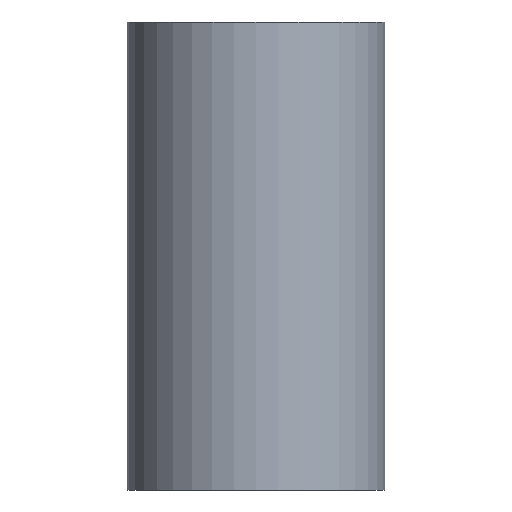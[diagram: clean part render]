
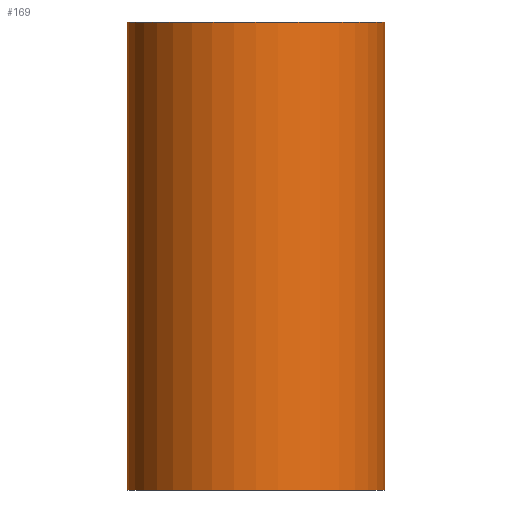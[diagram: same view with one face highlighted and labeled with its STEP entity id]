
A CAD part, left-side view. The second image highlights one B-rep face of the part: STEP entity #169.
In plain terms, the highlighted cylindrical face has radius 54.5 mm (diameter 109 mm), a full revolution.
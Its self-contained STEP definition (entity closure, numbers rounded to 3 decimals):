
#22=FACE_BOUND($,#58,.T.);
#23=FACE_BOUND($,#59,.T.);
#38=B_SPLINE_CURVE_WITH_KNOTS($,3,(#343,#344,#345,#346,#347,#348,#349,#350,
#351,#352,#353,#354,#355,#356,#357,#358,#359,#360),.UNSPECIFIED.,.F.,.F.,
(4,2,2,2,2,2,2,2,4),(11.99,12.745,13.5,
14.254,15.009,15.753,16.497,17.241,
17.986),.UNSPECIFIED.);
#39=B_SPLINE_CURVE_WITH_KNOTS($,3,(#362,#363,#364,#365,#366,#367,#368,#369,
#370,#371,#372,#373,#374,#375,#376,#377,#378,#379),.UNSPECIFIED.,.F.,.F.,
(4,2,2,2,2,2,2,2,4),(-11.99,-11.236,-10.481,
-9.726,-8.972,-8.228,-7.483,
-6.739,-5.995),.UNSPECIFIED.);
#40=B_SPLINE_CURVE_WITH_KNOTS($,3,(#381,#382,#383,#384,#385,#386,#387,#388,
#389,#390,#391,#392,#393,#394,#395,#396,#397,#398),.UNSPECIFIED.,.F.,.F.,
(4,2,2,2,2,2,2,2,4),(17.986,18.73,19.474,
20.218,20.962,21.717,22.471,23.226,
23.981),.UNSPECIFIED.);
#41=B_SPLINE_CURVE_WITH_KNOTS($,3,(#399,#400,#401,#402,#403,#404,#405,#406,
#407,#408,#409,#410,#411,#412,#413,#414,#415,#416),.UNSPECIFIED.,.F.,.F.,
(4,2,2,2,2,2,2,2,4),(-5.995,-5.251,-4.507,
-3.763,-3.019,-2.264,-1.509,-0.755,
0.),.UNSPECIFIED.);
#44=FACE_OUTER_BOUND($,#57,.T.);
#57=EDGE_LOOP($,(#131));
#58=EDGE_LOOP($,(#132));
#59=EDGE_LOOP($,(#133,#134,#135,#136));
#83=CIRCLE($,#189,54.5);
#84=CIRCLE($,#190,54.5);
#96=VERTEX_POINT($,#337);
#97=VERTEX_POINT($,#339);
#98=VERTEX_POINT($,#341);
#99=VERTEX_POINT($,#342);
#100=VERTEX_POINT($,#361);
#101=VERTEX_POINT($,#380);
#113=EDGE_CURVE($,#96,#96,#83,.T.);
#114=EDGE_CURVE($,#97,#97,#84,.T.);
#115=EDGE_CURVE($,#98,#99,#38,.T.);
#116=EDGE_CURVE($,#98,#100,#39,.T.);
#117=EDGE_CURVE($,#100,#101,#40,.T.);
#118=EDGE_CURVE($,#99,#101,#41,.T.);
#131=ORIENTED_EDGE($,*,*,#113,.F.);
#132=ORIENTED_EDGE($,*,*,#114,.T.);
#133=ORIENTED_EDGE($,*,*,#115,.F.);
#134=ORIENTED_EDGE($,*,*,#116,.T.);
#135=ORIENTED_EDGE($,*,*,#117,.T.);
#136=ORIENTED_EDGE($,*,*,#118,.F.);
#162=CYLINDRICAL_SURFACE($,#188,54.5);
#169=ADVANCED_FACE($,(#44,#22,#23),#162,.T.);
#188=AXIS2_PLACEMENT_3D($,#336,#220,#221);
#189=AXIS2_PLACEMENT_3D($,#338,#222,#223);
#190=AXIS2_PLACEMENT_3D($,#340,#224,#225);
#220=DIRECTION('center_axis',(0.,0.,1.));
#221=DIRECTION('ref_axis',(1.,0.,0.));
#222=DIRECTION('center_axis',(0.,0.,1.));
#223=DIRECTION('ref_axis',(1.,0.,0.));
#224=DIRECTION('center_axis',(0.,0.,1.));
#225=DIRECTION('ref_axis',(1.,0.,0.));
#336=CARTESIAN_POINT('Origin',(0.,0.,0.));
#337=CARTESIAN_POINT('',(-54.5,0.,198.));
#338=CARTESIAN_POINT('Origin',(0.,0.,198.));
#339=CARTESIAN_POINT('',(54.5,0.,0.));
#340=CARTESIAN_POINT('Origin',(0.,0.,0.));
#341=CARTESIAN_POINT('',(39.067,-38.,99.));
#342=CARTESIAN_POINT('',(54.5,0.,61.));
#343=CARTESIAN_POINT('Ctrl Pts',(39.067,-38.,99.));
#344=CARTESIAN_POINT('Ctrl Pts',(39.067,-38.,96.484));
#345=CARTESIAN_POINT('Ctrl Pts',(39.318,-37.747,93.939));
#346=CARTESIAN_POINT('Ctrl Pts',(40.263,-36.737,88.957));
#347=CARTESIAN_POINT('Ctrl Pts',(40.955,-35.98,86.521));
#348=CARTESIAN_POINT('Ctrl Pts',(42.593,-34.025,81.894));
#349=CARTESIAN_POINT('Ctrl Pts',(43.539,-32.824,79.697));
#350=CARTESIAN_POINT('Ctrl Pts',(45.483,-30.072,75.641));
#351=CARTESIAN_POINT('Ctrl Pts',(46.48,-28.521,73.781));
#352=CARTESIAN_POINT('Ctrl Pts',(48.338,-25.242,70.502));
#353=CARTESIAN_POINT('Ctrl Pts',(49.273,-23.395,68.955));
#354=CARTESIAN_POINT('Ctrl Pts',(51.002,-19.338,66.197));
#355=CARTESIAN_POINT('Ctrl Pts',(51.795,-17.127,64.985));
#356=CARTESIAN_POINT('Ctrl Pts',(53.11,-12.466,63.014));
#357=CARTESIAN_POINT('Ctrl Pts',(53.632,-10.011,62.254));
#358=CARTESIAN_POINT('Ctrl Pts',(54.327,-5.018,61.247));
#359=CARTESIAN_POINT('Ctrl Pts',(54.5,-2.48,61.));
#360=CARTESIAN_POINT('Ctrl Pts',(54.5,0.,61.));
#361=CARTESIAN_POINT('',(54.5,0.,137.));
#362=CARTESIAN_POINT('Ctrl Pts',(39.067,-38.,99.));
#363=CARTESIAN_POINT('Ctrl Pts',(39.067,-38.,101.516));
#364=CARTESIAN_POINT('Ctrl Pts',(39.318,-37.747,104.061));
#365=CARTESIAN_POINT('Ctrl Pts',(40.263,-36.737,109.043));
#366=CARTESIAN_POINT('Ctrl Pts',(40.955,-35.98,111.479));
#367=CARTESIAN_POINT('Ctrl Pts',(42.593,-34.025,116.106));
#368=CARTESIAN_POINT('Ctrl Pts',(43.539,-32.824,118.303));
#369=CARTESIAN_POINT('Ctrl Pts',(45.483,-30.072,122.359));
#370=CARTESIAN_POINT('Ctrl Pts',(46.48,-28.521,124.219));
#371=CARTESIAN_POINT('Ctrl Pts',(48.338,-25.242,127.498));
#372=CARTESIAN_POINT('Ctrl Pts',(49.273,-23.395,129.045));
#373=CARTESIAN_POINT('Ctrl Pts',(51.002,-19.338,131.803));
#374=CARTESIAN_POINT('Ctrl Pts',(51.795,-17.127,133.015));
#375=CARTESIAN_POINT('Ctrl Pts',(53.11,-12.466,134.986));
#376=CARTESIAN_POINT('Ctrl Pts',(53.632,-10.011,135.746));
#377=CARTESIAN_POINT('Ctrl Pts',(54.327,-5.018,136.753));
#378=CARTESIAN_POINT('Ctrl Pts',(54.5,-2.48,137.));
#379=CARTESIAN_POINT('Ctrl Pts',(54.5,0.,137.));
#380=CARTESIAN_POINT('',(39.067,38.,99.));
#381=CARTESIAN_POINT('Ctrl Pts',(54.5,0.,137.));
#382=CARTESIAN_POINT('Ctrl Pts',(54.5,2.48,137.));
#383=CARTESIAN_POINT('Ctrl Pts',(54.327,5.018,136.753));
#384=CARTESIAN_POINT('Ctrl Pts',(53.632,10.011,135.746));
#385=CARTESIAN_POINT('Ctrl Pts',(53.11,12.466,134.986));
#386=CARTESIAN_POINT('Ctrl Pts',(51.795,17.127,133.015));
#387=CARTESIAN_POINT('Ctrl Pts',(51.002,19.338,131.803));
#388=CARTESIAN_POINT('Ctrl Pts',(49.273,23.395,129.045));
#389=CARTESIAN_POINT('Ctrl Pts',(48.338,25.242,127.498));
#390=CARTESIAN_POINT('Ctrl Pts',(46.48,28.521,124.219));
#391=CARTESIAN_POINT('Ctrl Pts',(45.483,30.072,122.359));
#392=CARTESIAN_POINT('Ctrl Pts',(43.539,32.824,118.303));
#393=CARTESIAN_POINT('Ctrl Pts',(42.593,34.025,116.106));
#394=CARTESIAN_POINT('Ctrl Pts',(40.955,35.98,111.479));
#395=CARTESIAN_POINT('Ctrl Pts',(40.263,36.737,109.043));
#396=CARTESIAN_POINT('Ctrl Pts',(39.318,37.747,104.061));
#397=CARTESIAN_POINT('Ctrl Pts',(39.067,38.,101.516));
#398=CARTESIAN_POINT('Ctrl Pts',(39.067,38.,99.));
#399=CARTESIAN_POINT('Ctrl Pts',(54.5,0.,61.));
#400=CARTESIAN_POINT('Ctrl Pts',(54.5,2.48,61.));
#401=CARTESIAN_POINT('Ctrl Pts',(54.327,5.018,61.247));
#402=CARTESIAN_POINT('Ctrl Pts',(53.632,10.011,62.254));
#403=CARTESIAN_POINT('Ctrl Pts',(53.11,12.466,63.014));
#404=CARTESIAN_POINT('Ctrl Pts',(51.795,17.127,64.985));
#405=CARTESIAN_POINT('Ctrl Pts',(51.002,19.338,66.197));
#406=CARTESIAN_POINT('Ctrl Pts',(49.273,23.395,68.955));
#407=CARTESIAN_POINT('Ctrl Pts',(48.338,25.242,70.502));
#408=CARTESIAN_POINT('Ctrl Pts',(46.48,28.521,73.781));
#409=CARTESIAN_POINT('Ctrl Pts',(45.483,30.072,75.641));
#410=CARTESIAN_POINT('Ctrl Pts',(43.539,32.824,79.697));
#411=CARTESIAN_POINT('Ctrl Pts',(42.593,34.025,81.894));
#412=CARTESIAN_POINT('Ctrl Pts',(40.955,35.98,86.521));
#413=CARTESIAN_POINT('Ctrl Pts',(40.263,36.737,88.957));
#414=CARTESIAN_POINT('Ctrl Pts',(39.318,37.747,93.939));
#415=CARTESIAN_POINT('Ctrl Pts',(39.067,38.,96.484));
#416=CARTESIAN_POINT('Ctrl Pts',(39.067,38.,99.));
